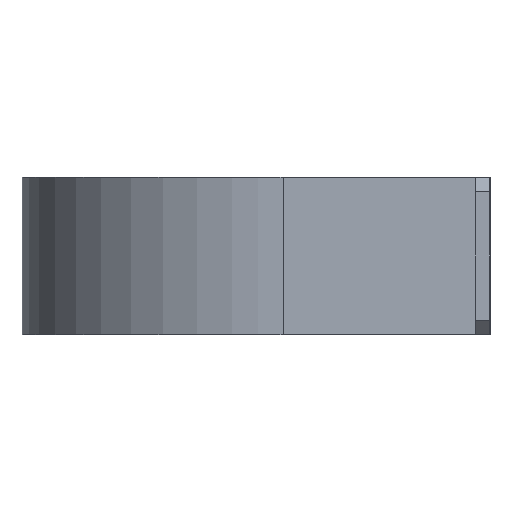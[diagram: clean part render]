
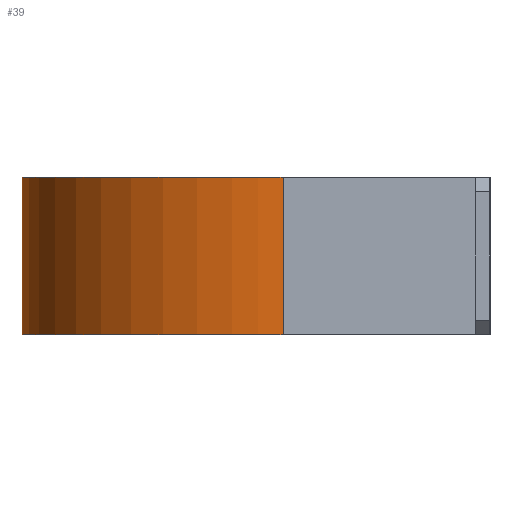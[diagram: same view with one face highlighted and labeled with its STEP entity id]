
A CAD part, left-side view. The second image highlights one B-rep face of the part: STEP entity #39.
In plain terms, the highlighted free-form (B-spline) face has degree [2, 1] with [9, 2] control points.
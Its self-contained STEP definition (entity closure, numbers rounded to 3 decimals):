
#39=ADVANCED_FACE('',(#69),#515,.T.);
#69=FACE_OUTER_BOUND('',#103,.T.);
#103=EDGE_LOOP('',(#214,#215,#216,#217));
#214=ORIENTED_EDGE('',*,*,#328,.F.);
#215=ORIENTED_EDGE('',*,*,#314,.T.);
#216=ORIENTED_EDGE('',*,*,#329,.T.);
#217=ORIENTED_EDGE('',*,*,#298,.T.);
#298=EDGE_CURVE('',#484,#483,#402,.T.);
#314=EDGE_CURVE('',#502,#503,#418,.T.);
#328=EDGE_CURVE('',#502,#483,#376,.T.);
#329=EDGE_CURVE('',#503,#484,#377,.T.);
#376=(
BOUNDED_CURVE()
B_SPLINE_CURVE(2,(#948,#949,#950,#951,#952),.UNSPECIFIED.,.F.,.F.)
B_SPLINE_CURVE_WITH_KNOTS((3,2,3),(0.,41.626,83.252),
 .UNSPECIFIED.)
CURVE()
GEOMETRIC_REPRESENTATION_ITEM()
RATIONAL_B_SPLINE_CURVE((1.,0.707,1.,0.707,1.))
REPRESENTATION_ITEM('')
);
#377=(
BOUNDED_CURVE()
B_SPLINE_CURVE(2,(#953,#954,#955,#956,#957),.UNSPECIFIED.,.F.,.F.)
B_SPLINE_CURVE_WITH_KNOTS((3,2,3),(0.,41.626,83.252),
 .UNSPECIFIED.)
CURVE()
GEOMETRIC_REPRESENTATION_ITEM()
RATIONAL_B_SPLINE_CURVE((1.,0.707,1.,0.707,1.))
REPRESENTATION_ITEM('')
);
#402=B_SPLINE_CURVE_WITH_KNOTS('',1,(#882,#883),.UNSPECIFIED.,.F.,.F.,(2,
2),(0.,16.),.UNSPECIFIED.);
#418=B_SPLINE_CURVE_WITH_KNOTS('',1,(#914,#915),.UNSPECIFIED.,.F.,.F.,(2,
2),(-16.,0.),.UNSPECIFIED.);
#483=VERTEX_POINT('',#835);
#484=VERTEX_POINT('',#836);
#502=VERTEX_POINT('',#854);
#503=VERTEX_POINT('',#855);
#515=(
BOUNDED_SURFACE()
B_SPLINE_SURFACE(2,1,((#638,#639),(#640,#641),(#642,#643),(#644,#645),(#646,
#647),(#648,#649),(#650,#651),(#652,#653),(#654,#655)),.UNSPECIFIED.,.T.,
 .F.,.F.)
B_SPLINE_SURFACE_WITH_KNOTS((3,2,2,2,3),(2,2),(0.,41.626,83.252,
124.878,166.504),(0.,19.202),.UNSPECIFIED.)
GEOMETRIC_REPRESENTATION_ITEM()
RATIONAL_B_SPLINE_SURFACE(((1.,1.),(0.707,0.707),
(1.,1.),(0.707,0.707),(1.,1.),(0.707,
0.707),(1.,1.),(0.707,0.707),(1.,1.)))
REPRESENTATION_ITEM('')
SURFACE()
);
#638=CARTESIAN_POINT('',(0.,-26.5,-1.601));
#639=CARTESIAN_POINT('',(0.,-26.5,17.601));
#640=CARTESIAN_POINT('',(26.5,-26.5,-1.601));
#641=CARTESIAN_POINT('',(26.5,-26.5,17.601));
#642=CARTESIAN_POINT('',(26.5,0.,-1.601));
#643=CARTESIAN_POINT('',(26.5,0.,17.601));
#644=CARTESIAN_POINT('',(26.5,26.5,-1.601));
#645=CARTESIAN_POINT('',(26.5,26.5,17.601));
#646=CARTESIAN_POINT('',(0.,26.5,-1.601));
#647=CARTESIAN_POINT('',(0.,26.5,17.601));
#648=CARTESIAN_POINT('',(-26.5,26.5,-1.601));
#649=CARTESIAN_POINT('',(-26.5,26.5,17.601));
#650=CARTESIAN_POINT('',(-26.5,0.,-1.601));
#651=CARTESIAN_POINT('',(-26.5,0.,17.601));
#652=CARTESIAN_POINT('',(-26.5,-26.5,-1.601));
#653=CARTESIAN_POINT('',(-26.5,-26.5,17.601));
#654=CARTESIAN_POINT('',(0.,-26.5,-1.601));
#655=CARTESIAN_POINT('',(0.,-26.5,17.601));
#835=CARTESIAN_POINT('',(-26.5,0.,16.));
#836=CARTESIAN_POINT('',(-26.5,0.,0.));
#854=CARTESIAN_POINT('',(26.5,0.,16.));
#855=CARTESIAN_POINT('',(26.5,0.,0.));
#882=CARTESIAN_POINT('',(-26.5,0.,0.));
#883=CARTESIAN_POINT('',(-26.5,0.,16.));
#914=CARTESIAN_POINT('',(26.5,0.,16.));
#915=CARTESIAN_POINT('',(26.5,0.,0.));
#948=CARTESIAN_POINT('',(26.5,0.,16.));
#949=CARTESIAN_POINT('',(26.5,26.5,16.));
#950=CARTESIAN_POINT('',(0.,26.5,16.));
#951=CARTESIAN_POINT('',(-26.5,26.5,16.));
#952=CARTESIAN_POINT('',(-26.5,0.,16.));
#953=CARTESIAN_POINT('',(26.5,0.,0.));
#954=CARTESIAN_POINT('',(26.5,26.5,0.));
#955=CARTESIAN_POINT('',(0.,26.5,0.));
#956=CARTESIAN_POINT('',(-26.5,26.5,0.));
#957=CARTESIAN_POINT('',(-26.5,0.,0.));
